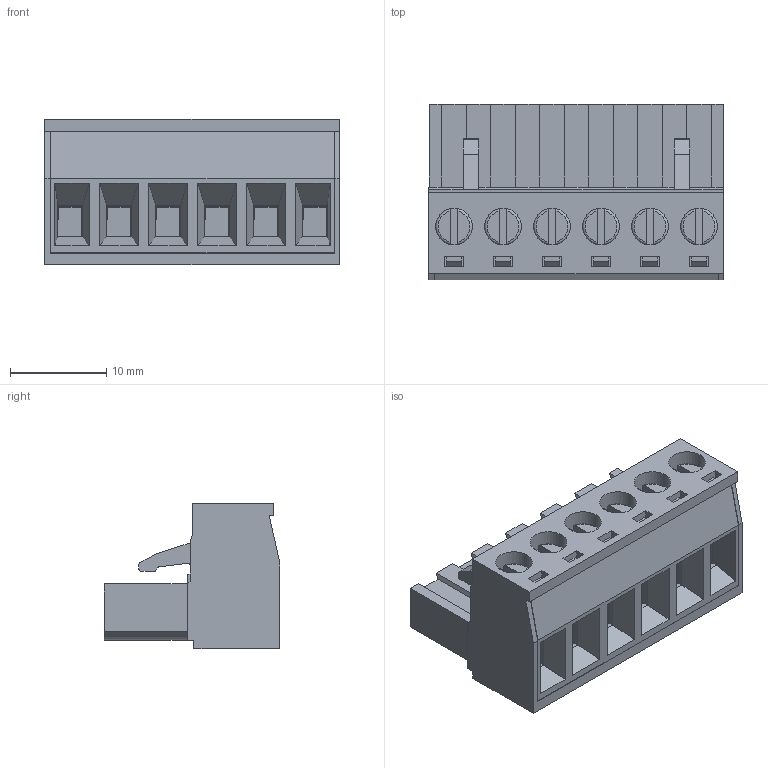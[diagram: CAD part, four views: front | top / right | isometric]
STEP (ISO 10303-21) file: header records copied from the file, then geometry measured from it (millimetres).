
FILE_DESCRIPTION(/* description */ ('Unknown'),/* implementation_level */ '2;1');
FILE_NAME(/* name */ '691351500006',/* time_stamp */ '2021-01-04T16:10:43+01:00',/* author */ ('Unknown'),/* organization */ ('Unknown'),/* preprocessor_version */ 'ST-DEVELOPER v16.7',/* originating_system */ 'DEX',/* authorisation */ $);
FILE_SCHEMA (('AUTOMOTIVE_DESIGN {1 0 10303 214 3 1 1}'));
Length unit declared in the file: millimetre
Products named in the file (6): 6913515000xx; 691351500006; 6913515000xx_CAGE; 6913515000xx_PIN; 6913515000xx_VIS; 691351500006_CAPOT
Assembly tree (20 placements, depth 2):
  6913515000xx
    691351500006
    6913515000xx_CAGE  x6
    6913515000xx_PIN  x6
    6913515000xx_VIS  x6
    691351500006_CAPOT
Bounding box: 30.58 x 18.2 x 15.1 mm (x, y, z)
Volume: 3473.3 mm3; surface area: 9519.5 mm2
Topology: 20 solids, 20 shells, 1418 faces, 3853 edges, 2516 vertices
Faces by surface type: plane 1048, cylinder 340, torus 18, cone 12
Full cylindrical faces by diameter (mm): 1.6 x6, 2.2 x6, 2.5 x6, 2.9 x6, 2.95 x6, 3 x6, 3.8 x12
Entity records: 25084 total; most frequent: CARTESIAN_POINT 4381, ORIENTED_EDGE 4242, DIRECTION 3998, EDGE_CURVE 2121, LINE 1868, VECTOR 1868, VERTEX_POINT 1400, AXIS2_PLACEMENT_3D 1065
